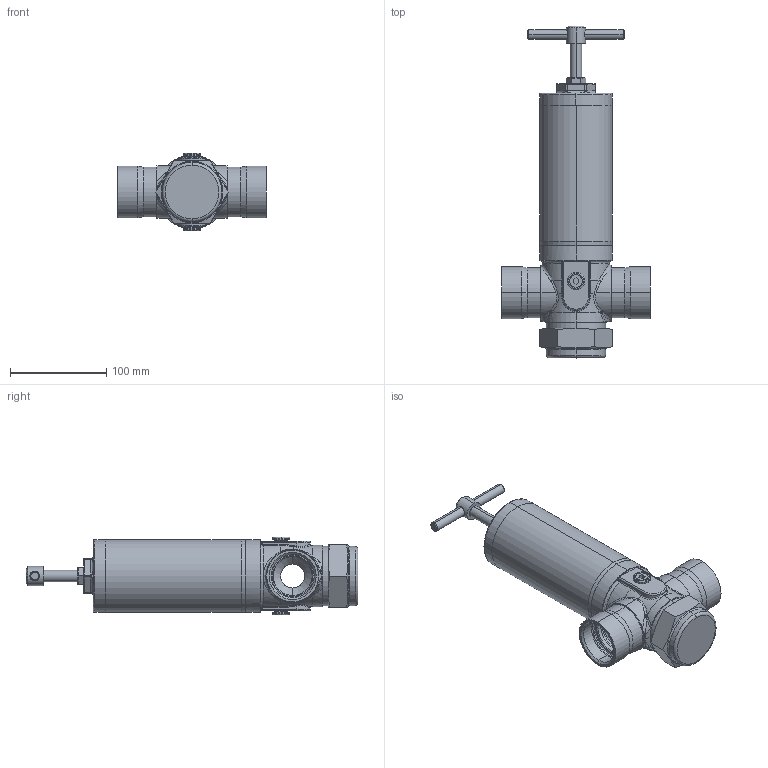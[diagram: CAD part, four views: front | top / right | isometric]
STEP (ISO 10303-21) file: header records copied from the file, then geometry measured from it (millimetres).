
FILE_DESCRIPTION (( 'STEP AP203' ), '1' );
FILE_NAME ('Typ 70-71 BG II G112.STEP', '2017-12-12T14:25:15', ( '' ), ( '' ), 'SwSTEP 2.0', 'SolidWorks 2016', '' );
FILE_SCHEMA (( 'CONFIG_CONTROL_DESIGN' ));
Length unit declared in the file: millimetre
Products named in the file (1): Typ 70-71 BG II G112
Bounding box: 155 x 345.6 x 81 mm (x, y, z)
Volume: 430921.4 mm3; surface area: 189745.7 mm2
Topology: 10 solids, 10 shells, 514 faces, 1157 edges, 682 vertices
Faces by surface type: cylinder 154, cone 120, plane 99, torus 79, bspline 62
Entity records: 18199 total; most frequent: CARTESIAN_POINT 7088, DIRECTION 2320, ORIENTED_EDGE 2306, EDGE_CURVE 1153, AXIS2_PLACEMENT_3D 1000, VERTEX_POINT 682, EDGE_LOOP 557, CIRCLE 547
